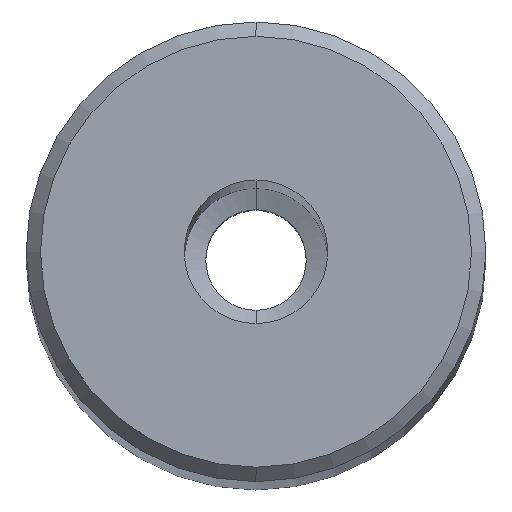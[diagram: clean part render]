
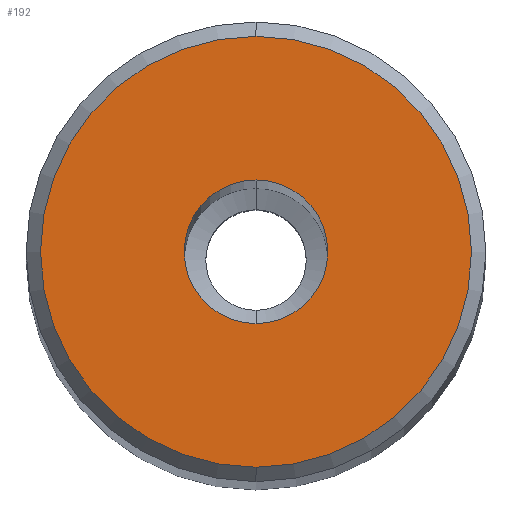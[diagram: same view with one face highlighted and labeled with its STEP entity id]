
A CAD part, top view. The second image highlights one B-rep face of the part: STEP entity #192.
In plain terms, the highlighted planar face has unit normal (0, 0, 1).
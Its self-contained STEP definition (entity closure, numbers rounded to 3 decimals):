
#110=VERTEX_POINT('NONE',#287);
#112=EDGE_CURVE('NONE',#210,#128,#289,.T.);
#128=VERTEX_POINT('NONE',#308);
#150=EDGE_CURVE('NONE',#110,#162,#331,.T.);
#162=VERTEX_POINT('NONE',#344);
#176=EDGE_CURVE('NONE',#162,#110,#362,.T.);
#178=EDGE_CURVE('NONE',#128,#210,#364,.T.);
#192=ADVANCED_FACE('NONE',(#381,#382),#383,.F.);
#210=VERTEX_POINT('NONE',#402);
#287=CARTESIAN_POINT('',(0.,7.5,168.0));
#289=CIRCLE('',#481,2.5);
#308=CARTESIAN_POINT('',(0.,-2.5,168.0));
#331=CIRCLE('',#538,7.5);
#344=CARTESIAN_POINT('',(0.0,-7.5,168.0));
#362=CIRCLE('',#574,7.5);
#364=CIRCLE('',#577,2.5);
#381=FACE_OUTER_BOUND('',#596,.T.);
#382=FACE_BOUND('',#597,.T.);
#383=PLANE('',#598);
#402=CARTESIAN_POINT('',(0.0,2.5,168.0));
#481=AXIS2_PLACEMENT_3D('',#715,#716,#717);
#538=AXIS2_PLACEMENT_3D('',#759,#760,#761);
#574=AXIS2_PLACEMENT_3D('',#801,#802,#803);
#577=AXIS2_PLACEMENT_3D('',#804,#805,#806);
#596=EDGE_LOOP('',(#837,#838));
#597=EDGE_LOOP('',(#839,#840));
#598=AXIS2_PLACEMENT_3D('',#841,#842,#843);
#715=CARTESIAN_POINT('',(0.0,0.0,168.0));
#716=DIRECTION('',(0.0,-0.0,1.0));
#717=DIRECTION('',(0.0,1.0,0.0));
#759=CARTESIAN_POINT('',(0.0,0.0,168.0));
#760=DIRECTION('',(-0.0,0.0,1.0));
#761=DIRECTION('',(0.0,-1.0,0.0));
#801=CARTESIAN_POINT('',(0.0,0.0,168.0));
#802=DIRECTION('',(-0.0,0.0,1.0));
#803=DIRECTION('',(0.0,-1.0,0.0));
#804=CARTESIAN_POINT('',(0.0,0.0,168.0));
#805=DIRECTION('',(0.0,-0.0,1.0));
#806=DIRECTION('',(0.0,1.0,0.0));
#837=ORIENTED_EDGE('',*,*,#176,.T.);
#838=ORIENTED_EDGE('',*,*,#150,.T.);
#839=ORIENTED_EDGE('',*,*,#112,.F.);
#840=ORIENTED_EDGE('',*,*,#178,.F.);
#841=CARTESIAN_POINT('',(-8.,0.0,168.0));
#842=DIRECTION('',(0.0,0.0,-1.0));
#843=DIRECTION('',(-1.0,0.0,0.0));
